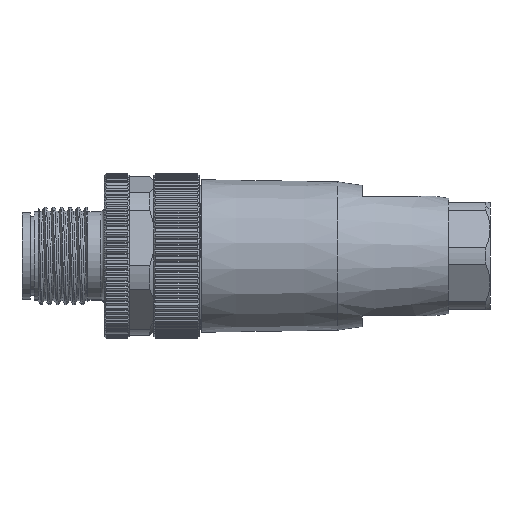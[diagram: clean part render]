
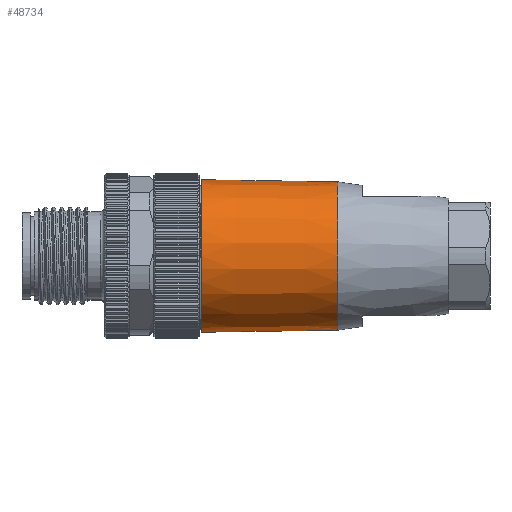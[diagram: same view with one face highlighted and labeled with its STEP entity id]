
A CAD part, front view. The second image highlights one B-rep face of the part: STEP entity #48734.
In plain terms, the highlighted conical face has half-angle 0.868 degrees and reference radius 9 mm.
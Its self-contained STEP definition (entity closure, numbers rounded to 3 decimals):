
#2723 = DIRECTION ( 'NONE',  ( -1., 0., 0. ) ) ;
#3023 = DIRECTION ( 'NONE',  ( 0., 0., 1. ) ) ;
#3821 = CARTESIAN_POINT ( 'NONE',  ( 20., 0., 0. ) ) ;
#5409 = LINE ( 'NONE', #51378, #40824 ) ;
#10457 = DIRECTION ( 'NONE',  ( -1., 0., -0.015 ) ) ;
#15187 = ORIENTED_EDGE ( 'NONE', *, *, #23774, .T. ) ;
#15415 = CIRCLE ( 'NONE', #24115, 9. ) ;
#15862 = CONICAL_SURFACE ( 'NONE', #49099, 9., 0.015 ) ;
#16266 = CIRCLE ( 'NONE', #30248, 9.25 ) ;
#16837 = CARTESIAN_POINT ( 'NONE',  ( 3.5, 0., 9.25 ) ) ;
#16944 = DIRECTION ( 'NONE',  ( 0., 0., 1. ) ) ;
#18169 = CARTESIAN_POINT ( 'NONE',  ( 20., 0., 9. ) ) ;
#22013 = ORIENTED_EDGE ( 'NONE', *, *, #52784, .F. ) ;
#23727 = EDGE_CURVE ( 'NONE', #50139, #51947, #16266, .T. ) ;
#23774 = EDGE_CURVE ( 'NONE', #37833, #30176, #15415, .T. ) ;
#24115 = AXIS2_PLACEMENT_3D ( 'NONE', #3821, #50336, #16944 ) ;
#24299 = FACE_OUTER_BOUND ( 'NONE', #26696, .T. ) ;
#26696 = EDGE_LOOP ( 'NONE', ( #22013, #15187, #33857, #28611 ) ) ;
#28611 = ORIENTED_EDGE ( 'NONE', *, *, #23727, .F. ) ;
#30176 = VERTEX_POINT ( 'NONE', #18169 ) ;
#30248 = AXIS2_PLACEMENT_3D ( 'NONE', #40504, #32548, #3023 ) ;
#32548 = DIRECTION ( 'NONE',  ( -1., 0., 0. ) ) ;
#33857 = ORIENTED_EDGE ( 'NONE', *, *, #40330, .T. ) ;
#37073 = CARTESIAN_POINT ( 'NONE',  ( 20., 0., -9. ) ) ;
#37833 = VERTEX_POINT ( 'NONE', #37073 ) ;
#40201 = DIRECTION ( 'NONE',  ( 0., 0., 1. ) ) ;
#40330 = EDGE_CURVE ( 'NONE', #30176, #51947, #5409, .T. ) ;
#40504 = CARTESIAN_POINT ( 'NONE',  ( 3.5, 0., 0. ) ) ;
#40529 = CARTESIAN_POINT ( 'NONE',  ( 3.5, 0., -9.25 ) ) ;
#40824 = VECTOR ( 'NONE', #43162, 1000. ) ;
#43162 = DIRECTION ( 'NONE',  ( -1., 0., 0.015 ) ) ;
#43204 = VECTOR ( 'NONE', #10457, 1000. ) ;
#44041 = CARTESIAN_POINT ( 'NONE',  ( 20., 0., 0. ) ) ;
#44657 = LINE ( 'NONE', #52326, #43204 ) ;
#48734 = ADVANCED_FACE ( 'NONE', ( #24299 ), #15862, .T. ) ;
#49099 = AXIS2_PLACEMENT_3D ( 'NONE', #44041, #2723, #40201 ) ;
#50139 = VERTEX_POINT ( 'NONE', #40529 ) ;
#50336 = DIRECTION ( 'NONE',  ( -1., 0., 0. ) ) ;
#51378 = CARTESIAN_POINT ( 'NONE',  ( 20., 0., 9. ) ) ;
#51947 = VERTEX_POINT ( 'NONE', #16837 ) ;
#52326 = CARTESIAN_POINT ( 'NONE',  ( 20., 0., -9. ) ) ;
#52784 = EDGE_CURVE ( 'NONE', #37833, #50139, #44657, .T. ) ;
